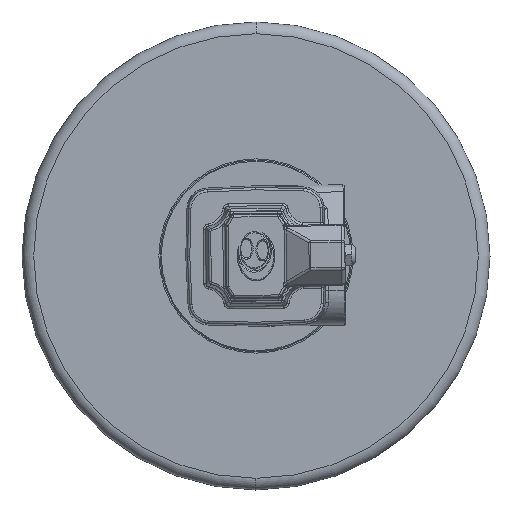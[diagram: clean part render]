
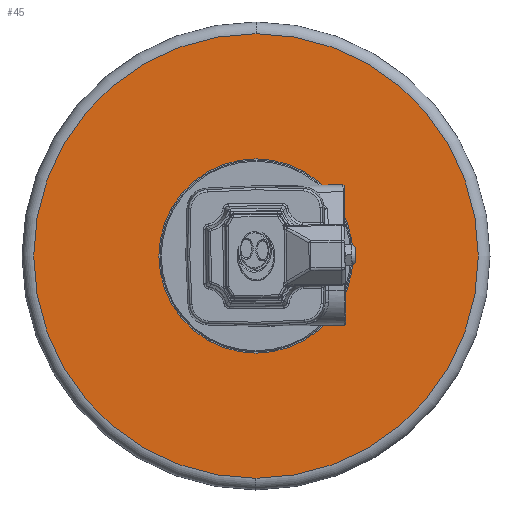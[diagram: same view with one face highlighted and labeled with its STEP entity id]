
A CAD part, left-side view. The second image highlights one B-rep face of the part: STEP entity #45.
In plain terms, the highlighted planar face has unit normal (-1, 0, 0).
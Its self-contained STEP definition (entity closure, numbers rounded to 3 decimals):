
#34 = ORIENTED_EDGE ( 'NONE', *, *, #20334, .F. ) ;
#37 = ORIENTED_EDGE ( 'NONE', *, *, #27158, .T. ) ;
#39 = ORIENTED_EDGE ( 'NONE', *, *, #25111, .F. ) ;
#42 = ORIENTED_EDGE ( 'NONE', *, *, #22873, .T. ) ;
#44 = EDGE_LOOP ( 'NONE', ( #37, #42 ) ) ;
#45 = ADVANCED_FACE ( 'NONE', ( #20420, #20411 ), #20435, .F. ) ;
#4029 = VERTEX_POINT ( 'NONE', #20912 ) ;
#14190 = DIRECTION ( 'NONE',  ( 0., 0., 1. ) ) ;
#14191 = DIRECTION ( 'NONE',  ( -1., 0., 0. ) ) ;
#14192 = AXIS2_PLACEMENT_3D ( 'NONE', #14201, #14191, #14190 ) ;
#14200 = CIRCLE ( 'NONE', #14192, 41.5 ) ;
#14201 = CARTESIAN_POINT ( 'NONE',  ( 0., 0., 0. ) ) ;
#14249 = CARTESIAN_POINT ( 'NONE',  ( 0., 0., 41.5 ) ) ;
#14260 = AXIS2_PLACEMENT_3D ( 'NONE', #14276, #14275, #14274 ) ;
#14263 = CIRCLE ( 'NONE', #14327, 95. ) ;
#14264 = CARTESIAN_POINT ( 'NONE',  ( 0., 0., 0. ) ) ;
#14266 = CARTESIAN_POINT ( 'NONE',  ( 0., 0., -95. ) ) ;
#14274 = DIRECTION ( 'NONE',  ( 0., 0., 1. ) ) ;
#14275 = DIRECTION ( 'NONE',  ( -1., 0., 0. ) ) ;
#14276 = CARTESIAN_POINT ( 'NONE',  ( 0., 0., 0. ) ) ;
#14277 = CIRCLE ( 'NONE', #14260, 95. ) ;
#14279 = CIRCLE ( 'NONE', #14333, 41.5 ) ;
#14300 = CARTESIAN_POINT ( 'NONE',  ( 0., 0., 95. ) ) ;
#14324 = DIRECTION ( 'NONE',  ( 0., 0., 1. ) ) ;
#14325 = DIRECTION ( 'NONE',  ( -1., 0., 0. ) ) ;
#14326 = CARTESIAN_POINT ( 'NONE',  ( 0., 0., 0. ) ) ;
#14327 = AXIS2_PLACEMENT_3D ( 'NONE', #14326, #14325, #14324 ) ;
#14331 = DIRECTION ( 'NONE',  ( 0., 0., 1. ) ) ;
#14332 = DIRECTION ( 'NONE',  ( -1., 0., 0. ) ) ;
#14333 = AXIS2_PLACEMENT_3D ( 'NONE', #14264, #14332, #14331 ) ;
#20334 = EDGE_CURVE ( 'NONE', #4029, #20706, #14200, .T. ) ;
#20411 = FACE_OUTER_BOUND ( 'NONE', #44, .T. ) ;
#20420 = FACE_BOUND ( 'NONE', #23886, .T. ) ;
#20435 = PLANE ( 'NONE',  #20468 ) ;
#20465 = DIRECTION ( 'NONE',  ( 0., 0., -1. ) ) ;
#20466 = DIRECTION ( 'NONE',  ( 1., 0., 0. ) ) ;
#20467 = CARTESIAN_POINT ( 'NONE',  ( 0., 95., 0. ) ) ;
#20468 = AXIS2_PLACEMENT_3D ( 'NONE', #20467, #20466, #20465 ) ;
#20706 = VERTEX_POINT ( 'NONE', #14249 ) ;
#20912 = CARTESIAN_POINT ( 'NONE',  ( 0., 0., -41.5 ) ) ;
#22873 = EDGE_CURVE ( 'NONE', #27153, #28148, #14277, .T. ) ;
#23886 = EDGE_LOOP ( 'NONE', ( #39, #34 ) ) ;
#25111 = EDGE_CURVE ( 'NONE', #20706, #4029, #14279, .T. ) ;
#27153 = VERTEX_POINT ( 'NONE', #14266 ) ;
#27158 = EDGE_CURVE ( 'NONE', #28148, #27153, #14263, .T. ) ;
#28148 = VERTEX_POINT ( 'NONE', #14300 ) ;
